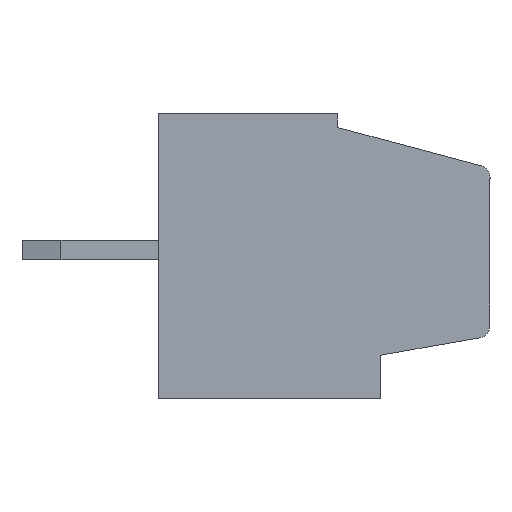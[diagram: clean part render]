
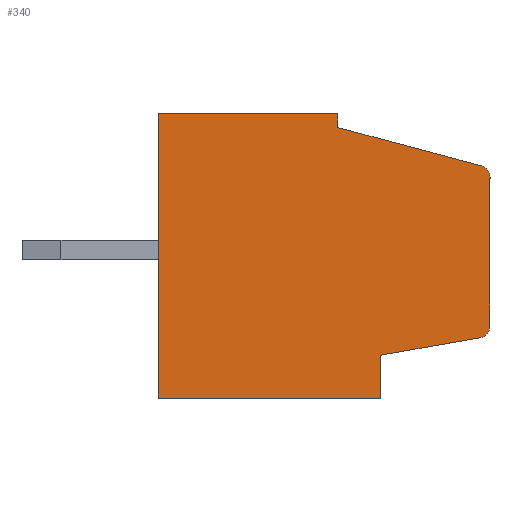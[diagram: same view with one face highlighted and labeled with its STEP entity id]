
A CAD part, left-side view. The second image highlights one B-rep face of the part: STEP entity #340.
In plain terms, the highlighted planar face has unit normal (-1, 0, 0).
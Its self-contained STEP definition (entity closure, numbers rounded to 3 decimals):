
#340 = ADVANCED_FACE( '', ( #842 ), #843, .F. );
#842 = FACE_OUTER_BOUND( '', #1545, .T. );
#843 = PLANE( '', #1546 );
#1545 = EDGE_LOOP( '', ( #2508, #2509, #2510, #2511, #2512, #2513, #2514, #2515, #2516, #2517 ) );
#1546 = AXIS2_PLACEMENT_3D( '', #2518, #2519, #2520 );
#2508 = ORIENTED_EDGE( '', *, *, #4059, .T. );
#2509 = ORIENTED_EDGE( '', *, *, #4085, .F. );
#2510 = ORIENTED_EDGE( '', *, *, #4086, .F. );
#2511 = ORIENTED_EDGE( '', *, *, #4087, .F. );
#2512 = ORIENTED_EDGE( '', *, *, #4088, .F. );
#2513 = ORIENTED_EDGE( '', *, *, #4089, .F. );
#2514 = ORIENTED_EDGE( '', *, *, #4090, .F. );
#2515 = ORIENTED_EDGE( '', *, *, #4091, .F. );
#2516 = ORIENTED_EDGE( '', *, *, #4092, .T. );
#2517 = ORIENTED_EDGE( '', *, *, #4093, .F. );
#2518 = CARTESIAN_POINT( '', ( 0., 2.296, 140. ) );
#2519 = DIRECTION( '', ( 1., 0., 0. ) );
#2520 = DIRECTION( '', ( 0., 1., 0. ) );
#4059 = EDGE_CURVE( '', #4889, #4887, #4890, .F. );
#4085 = EDGE_CURVE( '', #4932, #4887, #4933, .T. );
#4086 = EDGE_CURVE( '', #4934, #4932, #4935, .T. );
#4087 = EDGE_CURVE( '', #4936, #4934, #4937, .T. );
#4088 = EDGE_CURVE( '', #4938, #4936, #4939, .T. );
#4089 = EDGE_CURVE( '', #4940, #4938, #4941, .T. );
#4090 = EDGE_CURVE( '', #4942, #4940, #4943, .T. );
#4091 = EDGE_CURVE( '', #4944, #4942, #4945, .T. );
#4092 = EDGE_CURVE( '', #4944, #4946, #4947, .F. );
#4093 = EDGE_CURVE( '', #4889, #4946, #4948, .T. );
#4887 = VERTEX_POINT( '', #6025 );
#4889 = VERTEX_POINT( '', #6028 );
#4890 = CIRCLE( '', #6029, 0.3 );
#4932 = VERTEX_POINT( '', #6087 );
#4933 = LINE( '', #6088, #6089 );
#4934 = VERTEX_POINT( '', #6090 );
#4935 = LINE( '', #6091, #6092 );
#4936 = VERTEX_POINT( '', #6093 );
#4937 = LINE( '', #6094, #6095 );
#4938 = VERTEX_POINT( '', #6096 );
#4939 = LINE( '', #6097, #6098 );
#4940 = VERTEX_POINT( '', #6099 );
#4941 = LINE( '', #6100, #6101 );
#4942 = VERTEX_POINT( '', #6102 );
#4943 = LINE( '', #6103, #6104 );
#4944 = VERTEX_POINT( '', #6105 );
#4945 = LINE( '', #6106, #6107 );
#4946 = VERTEX_POINT( '', #6108 );
#4947 = CIRCLE( '', #6109, 0.3 );
#4948 = LINE( '', #6110, #6111 );
#6025 = CARTESIAN_POINT( '', ( 0., -3.678, 138.66 ) );
#6028 = CARTESIAN_POINT( '', ( 0., -3.9, 138.37 ) );
#6029 = AXIS2_PLACEMENT_3D( '', #7089, #7090, #7091 );
#6087 = CARTESIAN_POINT( '', ( 0., 0., 139.645 ) );
#6088 = CARTESIAN_POINT( '', ( 0., -3.678, 138.66 ) );
#6089 = VECTOR( '', #7117, 1000. );
#6090 = CARTESIAN_POINT( '', ( 0., 0., 140. ) );
#6091 = CARTESIAN_POINT( '', ( 0., 0., 139.645 ) );
#6092 = VECTOR( '', #7118, 1000. );
#6093 = CARTESIAN_POINT( '', ( 0., 4.6, 140. ) );
#6094 = CARTESIAN_POINT( '', ( 0., 0., 140. ) );
#6095 = VECTOR( '', #7119, 1000. );
#6096 = CARTESIAN_POINT( '', ( 0., 4.6, 132.7 ) );
#6097 = CARTESIAN_POINT( '', ( 0., 4.6, 140. ) );
#6098 = VECTOR( '', #7120, 1000. );
#6099 = CARTESIAN_POINT( '', ( 0., -1.1, 132.7 ) );
#6100 = CARTESIAN_POINT( '', ( 0., 4.6, 132.7 ) );
#6101 = VECTOR( '', #7121, 1000. );
#6102 = CARTESIAN_POINT( '', ( 0., -1.1, 133.806 ) );
#6103 = CARTESIAN_POINT( '', ( 0., -1.1, 132.7 ) );
#6104 = VECTOR( '', #7122, 1000. );
#6105 = CARTESIAN_POINT( '', ( 0., -3.652, 134.256 ) );
#6106 = CARTESIAN_POINT( '', ( 0., -1.1, 133.806 ) );
#6107 = VECTOR( '', #7123, 1000. );
#6108 = CARTESIAN_POINT( '', ( 0., -3.9, 134.552 ) );
#6109 = AXIS2_PLACEMENT_3D( '', #7124, #7125, #7126 );
#6110 = CARTESIAN_POINT( '', ( 0., -3.9, 134.552 ) );
#6111 = VECTOR( '', #7127, 1000. );
#7089 = CARTESIAN_POINT( '', ( 0., -3.6, 138.37 ) );
#7090 = DIRECTION( '', ( 1., 0., 0. ) );
#7091 = DIRECTION( '', ( 0., 0., -1. ) );
#7117 = DIRECTION( '', ( 0., -0.966, -0.259 ) );
#7118 = DIRECTION( '', ( 0., 0., -1. ) );
#7119 = DIRECTION( '', ( 0., -1., 0. ) );
#7120 = DIRECTION( '', ( 0., 0., 1. ) );
#7121 = DIRECTION( '', ( 0., 1., 0. ) );
#7122 = DIRECTION( '', ( 0., 0., -1. ) );
#7123 = DIRECTION( '', ( 0., 0.985, -0.174 ) );
#7124 = CARTESIAN_POINT( '', ( 0., -3.6, 134.552 ) );
#7125 = DIRECTION( '', ( 1., 0., 0. ) );
#7126 = DIRECTION( '', ( 0., 0., -1. ) );
#7127 = DIRECTION( '', ( 0., 0., -1. ) );
